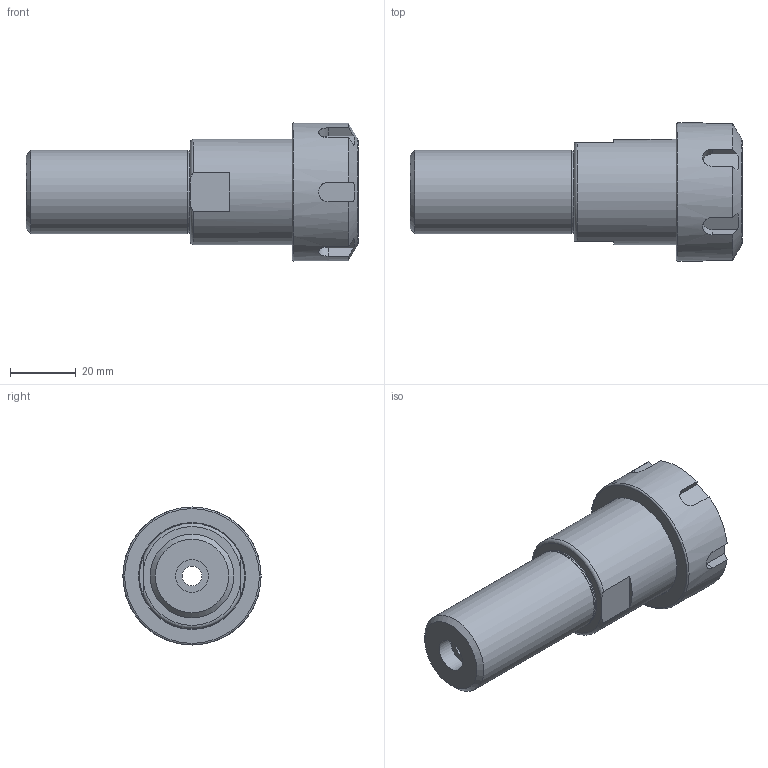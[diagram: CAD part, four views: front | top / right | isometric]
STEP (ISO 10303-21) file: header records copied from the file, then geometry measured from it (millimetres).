
FILE_DESCRIPTION(/* description */ (''),/* implementation_level */ '2;1');
FILE_NAME(/* name */ 'S100-ER25-0197.stp',/* time_stamp */ '2019-06-17T15:58:03-05:00',/* author */ ('ldfli'),/* organization */ (''),/* preprocessor_version */ 'ST-DEVELOPER v18',/* originating_system */ 'Autodesk Inventor LT',/* authorisation */ '');
FILE_SCHEMA (('AUTOMOTIVE_DESIGN { 1 0 10303 214 3 1 1 }'));
Length unit declared in the file: millimetre
Products named in the file (1): S100-ER25-0197
Bounding box: 101 x 42 x 42 mm (x, y, z)
Volume: 48438.7 mm3; surface area: 20649.5 mm2
Topology: 2 solids, 2 shells, 69 faces, 206 edges, 148 vertices
Faces by surface type: plane 33, cylinder 19, cone 9, torus 8
Full cylindrical faces by diameter (mm): 6 x1, 10 x1, 15.748 x1, 18 x1, 20.515 x1, 23.5 x1, 24.9 x1, 25.4 x1, 28.5 x1, 30.5 x1, 32 x1, 33.72 x1, 42 x1
Entity records: 2578 total; most frequent: CARTESIAN_POINT 622, DIRECTION 416, ORIENTED_EDGE 412, EDGE_CURVE 206, AXIS2_PLACEMENT_3D 175, VERTEX_POINT 148, CIRCLE 105, EDGE_LOOP 80
